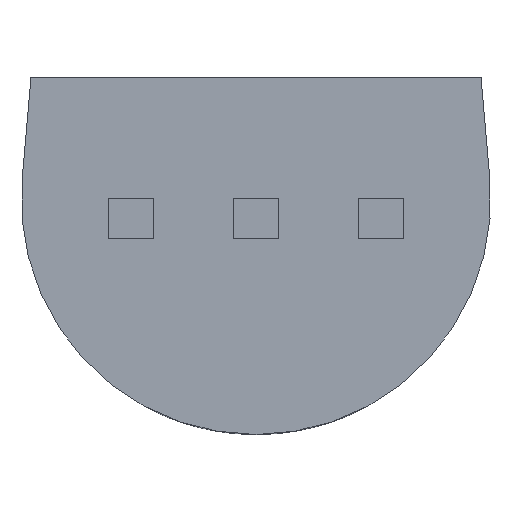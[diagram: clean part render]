
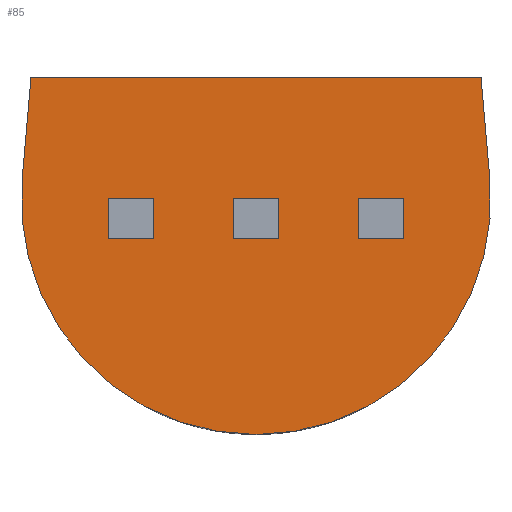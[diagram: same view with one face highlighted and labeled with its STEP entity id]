
A CAD part, front view. The second image highlights one B-rep face of the part: STEP entity #85.
In plain terms, the highlighted planar face has unit normal (0, -1, 0).
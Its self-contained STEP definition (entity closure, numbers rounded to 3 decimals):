
#2 = EDGE_CURVE ( 'NONE', #376, #610, #530, .T. ) ;
#5 = CARTESIAN_POINT ( 'NONE',  ( 2.282, 0., 1.43 ) ) ;
#83 = ORIENTED_EDGE ( 'NONE', *, *, #2, .F. ) ;
#85 = ADVANCED_FACE ( 'NONE', ( #783 ), #535, .F. ) ;
#100 = EDGE_CURVE ( 'NONE', #234, #610, #242, .T. ) ;
#106 = CIRCLE ( 'NONE', #289, 2.38 ) ;
#122 = CARTESIAN_POINT ( 'NONE',  ( -2.371, 0., 0.395 ) ) ;
#128 = DIRECTION ( 'NONE',  ( 0., 1., 0. ) ) ;
#234 = VERTEX_POINT ( 'NONE', #5 ) ;
#238 = VECTOR ( 'NONE', #410, 1000. ) ;
#241 = DIRECTION ( 'NONE',  ( 0., 1., 0. ) ) ;
#242 = LINE ( 'NONE', #736, #238 ) ;
#247 = CARTESIAN_POINT ( 'NONE',  ( -2.282, 0., 1.43 ) ) ;
#252 = AXIS2_PLACEMENT_3D ( 'NONE', #516, #241, #314 ) ;
#275 = DIRECTION ( 'NONE',  ( 0., 1., 0. ) ) ;
#289 = AXIS2_PLACEMENT_3D ( 'NONE', #329, #128, #786 ) ;
#303 = VECTOR ( 'NONE', #780, 1000. ) ;
#314 = DIRECTION ( 'NONE',  ( 0., 0., -1. ) ) ;
#329 = CARTESIAN_POINT ( 'NONE',  ( 0., 0., 0.19 ) ) ;
#347 = VERTEX_POINT ( 'NONE', #691 ) ;
#376 = VERTEX_POINT ( 'NONE', #829 ) ;
#398 = LINE ( 'NONE', #802, #572 ) ;
#404 = DIRECTION ( 'NONE',  ( 0.086, 0., -0.996 ) ) ;
#410 = DIRECTION ( 'NONE',  ( -1., 0., 0. ) ) ;
#516 = CARTESIAN_POINT ( 'NONE',  ( 0., 0., 0.19 ) ) ;
#519 = VERTEX_POINT ( 'NONE', #778 ) ;
#530 = LINE ( 'NONE', #122, #303 ) ;
#535 = PLANE ( 'NONE',  #808 ) ;
#555 = EDGE_LOOP ( 'NONE', ( #731, #775, #83, #784, #666 ) ) ;
#570 = EDGE_CURVE ( 'NONE', #347, #376, #772, .T. ) ;
#572 = VECTOR ( 'NONE', #404, 1000. ) ;
#576 = EDGE_CURVE ( 'NONE', #519, #347, #106, .T. ) ;
#610 = VERTEX_POINT ( 'NONE', #247 ) ;
#666 = ORIENTED_EDGE ( 'NONE', *, *, #576, .F. ) ;
#679 = CARTESIAN_POINT ( 'NONE',  ( 0., 0., 0.19 ) ) ;
#691 = CARTESIAN_POINT ( 'NONE',  ( 0., 0., -2.19 ) ) ;
#709 = EDGE_CURVE ( 'NONE', #234, #519, #398, .T. ) ;
#731 = ORIENTED_EDGE ( 'NONE', *, *, #709, .F. ) ;
#736 = CARTESIAN_POINT ( 'NONE',  ( -2.282, 0., 1.43 ) ) ;
#772 = CIRCLE ( 'NONE', #252, 2.38 ) ;
#775 = ORIENTED_EDGE ( 'NONE', *, *, #100, .T. ) ;
#778 = CARTESIAN_POINT ( 'NONE',  ( 2.371, 0., 0.395 ) ) ;
#780 = DIRECTION ( 'NONE',  ( 0.086, 0., 0.996 ) ) ;
#783 = FACE_OUTER_BOUND ( 'NONE', #555, .T. ) ;
#784 = ORIENTED_EDGE ( 'NONE', *, *, #570, .F. ) ;
#786 = DIRECTION ( 'NONE',  ( 0., 0., -1. ) ) ;
#802 = CARTESIAN_POINT ( 'NONE',  ( 2.282, 0., 1.43 ) ) ;
#808 = AXIS2_PLACEMENT_3D ( 'NONE', #679, #275, #863 ) ;
#829 = CARTESIAN_POINT ( 'NONE',  ( -2.371, 0., 0.395 ) ) ;
#863 = DIRECTION ( 'NONE',  ( 0., 0., 1. ) ) ;
